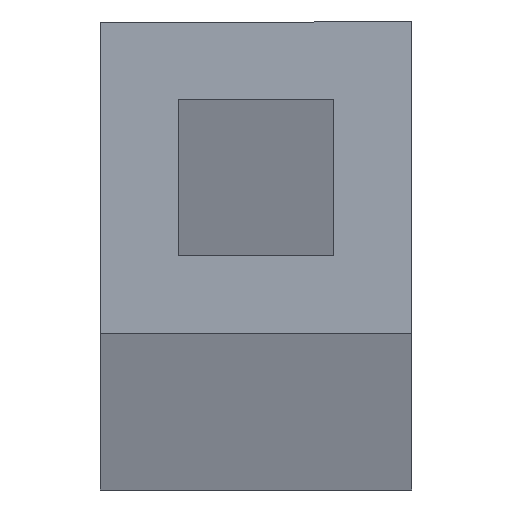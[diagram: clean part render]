
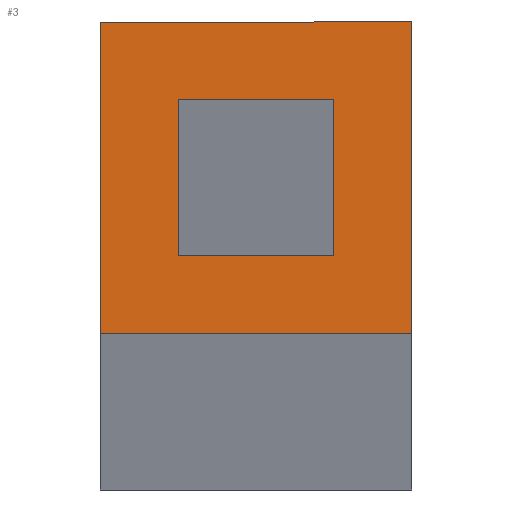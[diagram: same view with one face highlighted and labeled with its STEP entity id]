
A CAD part, top view. The second image highlights one B-rep face of the part: STEP entity #3.
In plain terms, the highlighted planar face has unit normal (0, 0, 1).
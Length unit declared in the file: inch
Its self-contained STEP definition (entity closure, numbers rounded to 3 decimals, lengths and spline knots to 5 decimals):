
#3 = ADVANCED_FACE ( 'NONE', ( #149, #305 ), #335, .T. ) ;
#4 = LINE ( 'NONE', #8, #109 ) ;
#8 = CARTESIAN_POINT ( 'NONE',  ( -0.0625, 0.0625, 36. ) ) ;
#13 = CARTESIAN_POINT ( 'NONE',  ( -0.0625, -0.0625, 36. ) ) ;
#22 = LINE ( 'NONE', #365, #215 ) ;
#25 = VECTOR ( 'NONE', #40, 39.37008 ) ;
#26 = VECTOR ( 'NONE', #307, 39.37008 ) ;
#28 = AXIS2_PLACEMENT_3D ( 'NONE', #127, #191, #290 ) ;
#37 = CARTESIAN_POINT ( 'NONE',  ( 0.125, -0.125, 36. ) ) ;
#40 = DIRECTION ( 'NONE',  ( 1., 0., 0. ) ) ;
#59 = EDGE_CURVE ( 'NONE', #344, #114, #324, .T. ) ;
#65 = CARTESIAN_POINT ( 'NONE',  ( -0.0625, 0.0625, 36. ) ) ;
#72 = ORIENTED_EDGE ( 'NONE', *, *, #81, .F. ) ;
#80 = VERTEX_POINT ( 'NONE', #186 ) ;
#81 = EDGE_CURVE ( 'NONE', #301, #80, #22, .T. ) ;
#85 = ORIENTED_EDGE ( 'NONE', *, *, #288, .T. ) ;
#94 = CARTESIAN_POINT ( 'NONE',  ( 0.125, -0.125, 36. ) ) ;
#97 = CARTESIAN_POINT ( 'NONE',  ( -0.125, -0.125, 36. ) ) ;
#99 = DIRECTION ( 'NONE',  ( 0., -1., 0. ) ) ;
#104 = EDGE_CURVE ( 'NONE', #312, #301, #205, .T. ) ;
#106 = ORIENTED_EDGE ( 'NONE', *, *, #104, .F. ) ;
#109 = VECTOR ( 'NONE', #303, 39.37008 ) ;
#111 = ORIENTED_EDGE ( 'NONE', *, *, #59, .T. ) ;
#114 = VERTEX_POINT ( 'NONE', #209 ) ;
#119 = DIRECTION ( 'NONE',  ( 0., 1., 0. ) ) ;
#127 = CARTESIAN_POINT ( 'NONE',  ( 0., 0., 36. ) ) ;
#147 = CARTESIAN_POINT ( 'NONE',  ( 0.125, 0.125, 36. ) ) ;
#149 = FACE_OUTER_BOUND ( 'NONE', #238, .T. ) ;
#155 = CARTESIAN_POINT ( 'NONE',  ( 0.0625, 0.0625, 36. ) ) ;
#170 = ORIENTED_EDGE ( 'NONE', *, *, #363, .F. ) ;
#173 = VERTEX_POINT ( 'NONE', #65 ) ;
#183 = EDGE_CURVE ( 'NONE', #313, #344, #351, .T. ) ;
#186 = CARTESIAN_POINT ( 'NONE',  ( 0.0625, 0.0625, 36. ) ) ;
#191 = DIRECTION ( 'NONE',  ( 0., 0., 1. ) ) ;
#205 = LINE ( 'NONE', #13, #25 ) ;
#206 = ORIENTED_EDGE ( 'NONE', *, *, #339, .T. ) ;
#208 = VECTOR ( 'NONE', #99, 39.37008 ) ;
#209 = CARTESIAN_POINT ( 'NONE',  ( -0.125, -0.125, 36. ) ) ;
#210 = VERTEX_POINT ( 'NONE', #37 ) ;
#211 = EDGE_CURVE ( 'NONE', #173, #312, #4, .T. ) ;
#215 = VECTOR ( 'NONE', #119, 39.37008 ) ;
#238 = EDGE_LOOP ( 'NONE', ( #111, #206, #85, #346 ) ) ;
#254 = VECTOR ( 'NONE', #362, 39.37008 ) ;
#255 = EDGE_LOOP ( 'NONE', ( #106, #272, #170, #72 ) ) ;
#257 = CARTESIAN_POINT ( 'NONE',  ( -0.125, 0.125, 36. ) ) ;
#272 = ORIENTED_EDGE ( 'NONE', *, *, #211, .F. ) ;
#275 = DIRECTION ( 'NONE',  ( -1., 0., 0. ) ) ;
#279 = CARTESIAN_POINT ( 'NONE',  ( -0.0625, -0.0625, 36. ) ) ;
#286 = CARTESIAN_POINT ( 'NONE',  ( 0.0625, -0.0625, 36. ) ) ;
#288 = EDGE_CURVE ( 'NONE', #210, #313, #326, .T. ) ;
#290 = DIRECTION ( 'NONE',  ( 1., 0., 0. ) ) ;
#293 = VECTOR ( 'NONE', #366, 39.37008 ) ;
#301 = VERTEX_POINT ( 'NONE', #286 ) ;
#303 = DIRECTION ( 'NONE',  ( 0., -1., 0. ) ) ;
#305 = FACE_BOUND ( 'NONE', #255, .T. ) ;
#307 = DIRECTION ( 'NONE',  ( 1., 0., 0. ) ) ;
#312 = VERTEX_POINT ( 'NONE', #279 ) ;
#313 = VERTEX_POINT ( 'NONE', #338 ) ;
#314 = CARTESIAN_POINT ( 'NONE',  ( -0.125, 0.125, 36. ) ) ;
#321 = LINE ( 'NONE', #97, #26 ) ;
#324 = LINE ( 'NONE', #257, #208 ) ;
#326 = LINE ( 'NONE', #94, #293 ) ;
#330 = LINE ( 'NONE', #155, #254 ) ;
#335 = PLANE ( 'NONE',  #28 ) ;
#338 = CARTESIAN_POINT ( 'NONE',  ( 0.125, 0.125, 36. ) ) ;
#339 = EDGE_CURVE ( 'NONE', #114, #210, #321, .T. ) ;
#344 = VERTEX_POINT ( 'NONE', #314 ) ;
#346 = ORIENTED_EDGE ( 'NONE', *, *, #183, .T. ) ;
#351 = LINE ( 'NONE', #147, #374 ) ;
#362 = DIRECTION ( 'NONE',  ( -1., 0., 0. ) ) ;
#363 = EDGE_CURVE ( 'NONE', #80, #173, #330, .T. ) ;
#365 = CARTESIAN_POINT ( 'NONE',  ( 0.0625, -0.0625, 36. ) ) ;
#366 = DIRECTION ( 'NONE',  ( 0., 1., 0. ) ) ;
#374 = VECTOR ( 'NONE', #275, 39.37008 ) ;
